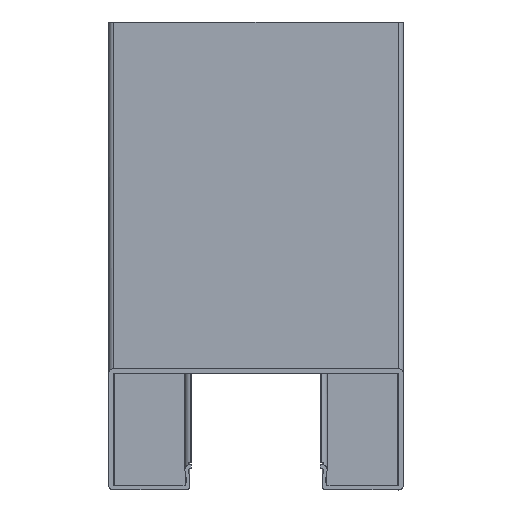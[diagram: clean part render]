
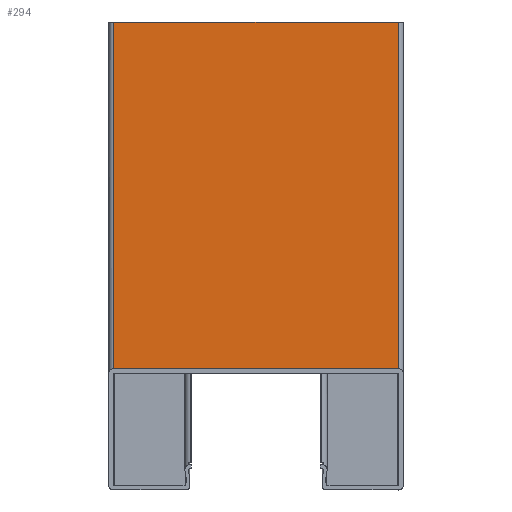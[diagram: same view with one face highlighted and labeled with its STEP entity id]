
A CAD part, front view. The second image highlights one B-rep face of the part: STEP entity #294.
In plain terms, the highlighted planar face has unit normal (0, -1, 0).
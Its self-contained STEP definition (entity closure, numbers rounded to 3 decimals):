
#74 = CARTESIAN_POINT ( 'NONE',  ( 82., -70., 270. ) ) ;
#79 = DIRECTION ( 'NONE',  ( 0., 0., -1. ) ) ;
#294 = ADVANCED_FACE ( 'NONE', ( #1969 ), #1685, .F. ) ;
#388 = EDGE_CURVE ( 'NONE', #1977, #948, #1884, .T. ) ;
#408 = ORIENTED_EDGE ( 'NONE', *, *, #388, .F. ) ;
#412 = VERTEX_POINT ( 'NONE', #1184 ) ;
#425 = CARTESIAN_POINT ( 'NONE',  ( 82., -70., 270. ) ) ;
#459 = ORIENTED_EDGE ( 'NONE', *, *, #593, .F. ) ;
#593 = EDGE_CURVE ( 'NONE', #948, #1383, #1671, .T. ) ;
#609 = CARTESIAN_POINT ( 'NONE',  ( 82., -70., 70. ) ) ;
#651 = EDGE_CURVE ( 'NONE', #412, #1383, #1343, .T. ) ;
#673 = CARTESIAN_POINT ( 'NONE',  ( -85., -70., 70. ) ) ;
#728 = AXIS2_PLACEMENT_3D ( 'NONE', #1594, #1538, #1529 ) ;
#808 = DIRECTION ( 'NONE',  ( 0., 0., -1. ) ) ;
#849 = CARTESIAN_POINT ( 'NONE',  ( -82., -70., 270. ) ) ;
#892 = CARTESIAN_POINT ( 'NONE',  ( -82., -70., 270. ) ) ;
#948 = VERTEX_POINT ( 'NONE', #425 ) ;
#1168 = ORIENTED_EDGE ( 'NONE', *, *, #2012, .T. ) ;
#1184 = CARTESIAN_POINT ( 'NONE',  ( -82., -70., 70. ) ) ;
#1215 = CARTESIAN_POINT ( 'NONE',  ( -82., -70., 270. ) ) ;
#1224 = ORIENTED_EDGE ( 'NONE', *, *, #651, .T. ) ;
#1302 = DIRECTION ( 'NONE',  ( 1., 0., 0. ) ) ;
#1343 = LINE ( 'NONE', #673, #1422 ) ;
#1383 = VERTEX_POINT ( 'NONE', #609 ) ;
#1422 = VECTOR ( 'NONE', #1655, 1000. ) ;
#1465 = VECTOR ( 'NONE', #79, 1000. ) ;
#1529 = DIRECTION ( 'NONE',  ( 0., 0., 1. ) ) ;
#1538 = DIRECTION ( 'NONE',  ( 0., 1., 0. ) ) ;
#1547 = LINE ( 'NONE', #849, #1976 ) ;
#1594 = CARTESIAN_POINT ( 'NONE',  ( -82., -70., 270. ) ) ;
#1655 = DIRECTION ( 'NONE',  ( 1., 0., 0. ) ) ;
#1671 = LINE ( 'NONE', #74, #1465 ) ;
#1685 = PLANE ( 'NONE',  #728 ) ;
#1852 = VECTOR ( 'NONE', #1302, 1000. ) ;
#1870 = EDGE_LOOP ( 'NONE', ( #1168, #1224, #459, #408 ) ) ;
#1884 = LINE ( 'NONE', #1215, #1852 ) ;
#1969 = FACE_OUTER_BOUND ( 'NONE', #1870, .T. ) ;
#1976 = VECTOR ( 'NONE', #808, 1000. ) ;
#1977 = VERTEX_POINT ( 'NONE', #892 ) ;
#2012 = EDGE_CURVE ( 'NONE', #1977, #412, #1547, .T. ) ;
